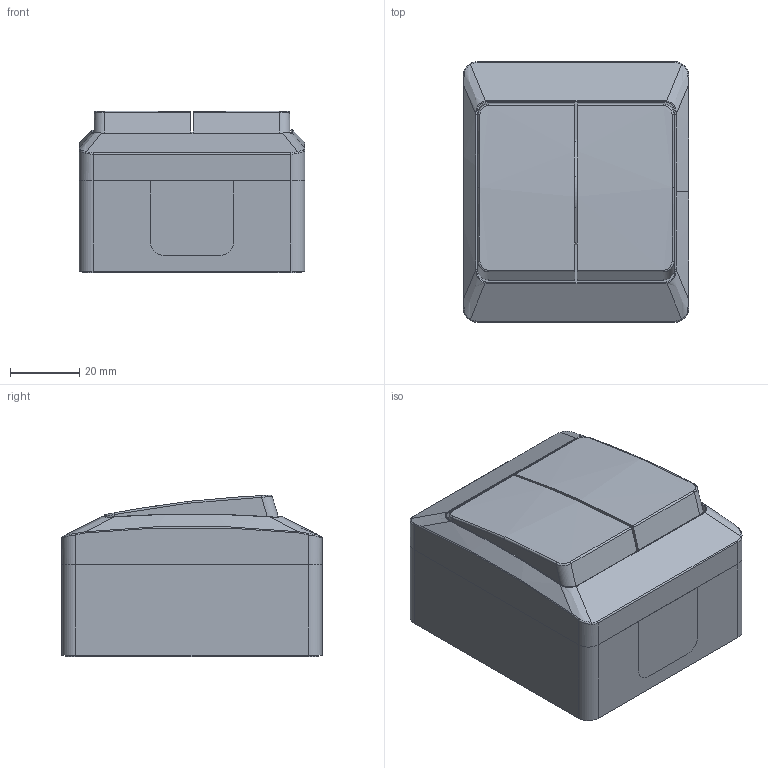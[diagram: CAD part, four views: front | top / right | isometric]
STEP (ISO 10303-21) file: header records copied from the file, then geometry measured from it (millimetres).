
FILE_DESCRIPTION (( 'STEP AP203' ), '1' );
FILE_NAME ('EVM20-K01-10-44-EC ÂÑ20-2-0-ÃÁ âûêë 2êë î_ó IP44 (öâåò êëàâèøè-áåëûé) ÃÅÐÌÅÑ.STEP', '2016-11-23T09:22:44', ( '' ), ( '' ), 'SwSTEP 2.0', 'SolidWorks 2014', '' );
FILE_SCHEMA (( 'CONFIG_CONTROL_DESIGN' ));
Length unit declared in the file: millimetre
Products named in the file (2): EVM20-K01-10-44-EC ÂÑ20-2-0-ÃÁ âûêë 2êë î_ó IP44 (öâåò êëàâèøè-áåëûé) ÃÅÐÌÅÑ
Bounding box: 65 x 75 x 46.57 mm (x, y, z)
Volume: 50990.2 mm3; surface area: 59089.4 mm2
Topology: 6 solids, 6 shells, 414 faces, 1112 edges, 710 vertices
Faces by surface type: plane 240, cylinder 112, bspline 44, torus 8, cone 6, sphere 4
Entity records: 14141 total; most frequent: CARTESIAN_POINT 4034, ORIENTED_EDGE 2208, DIRECTION 1916, EDGE_CURVE 1104, VECTOR 732, LINE 732, VERTEX_POINT 710, AXIS2_PLACEMENT_3D 592
